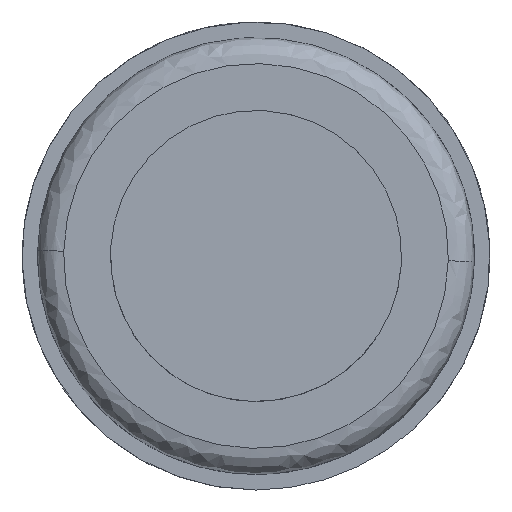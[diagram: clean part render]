
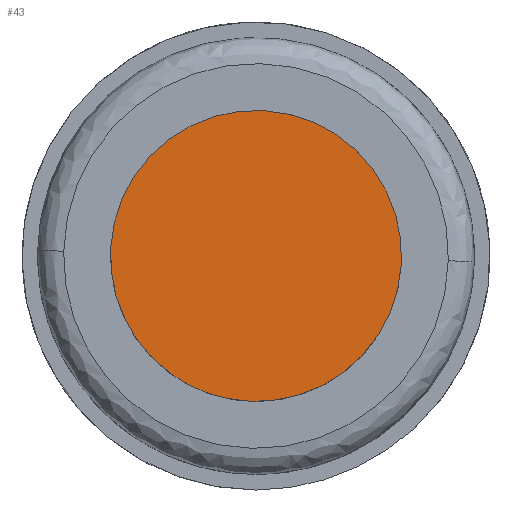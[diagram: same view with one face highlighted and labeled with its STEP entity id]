
A CAD part, front view. The second image highlights one B-rep face of the part: STEP entity #43.
In plain terms, the highlighted planar face has unit normal (0, -1, 0).
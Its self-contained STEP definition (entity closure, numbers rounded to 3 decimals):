
#43=ADVANCED_FACE('',(#100),#99,.F.);
#99=PLANE('',#362);
#100=FACE_OUTER_BOUND('',#363,.T.);
#359=CARTESIAN_POINT('',(-19.794,11.8,-28.19));
#360=DIRECTION('',(0.,1.,0.));
#361=DIRECTION('',(0.,0.,1.));
#362=AXIS2_PLACEMENT_3D('',#359,#360,#361);
#363=EDGE_LOOP('',(#665,#666));
#665=ORIENTED_EDGE('',*,*,#821,.T.);
#666=ORIENTED_EDGE('',*,*,#822,.T.);
#821=EDGE_CURVE('',#989,#990,#991,.T.);
#822=EDGE_CURVE('',#990,#989,#997,.T.);
#989=VERTEX_POINT('',#1524);
#990=VERTEX_POINT('',#1525);
#991=CIRCLE('',#1529,14.);
#997=CIRCLE('',#1533,14.);
#1524=CARTESIAN_POINT('',(-13.974,11.8,0.855));
#1525=CARTESIAN_POINT('',(13.974,11.8,-0.855));
#1526=CARTESIAN_POINT('',(0.,11.8,0.));
#1527=DIRECTION('',(0.,-1.,0.));
#1528=DIRECTION('',(-0.998,0.,0.061));
#1529=AXIS2_PLACEMENT_3D('',#1526,#1527,#1528);
#1530=CARTESIAN_POINT('',(0.,11.8,0.));
#1531=DIRECTION('',(0.,-1.,0.));
#1532=DIRECTION('',(-0.998,0.,0.061));
#1533=AXIS2_PLACEMENT_3D('',#1530,#1531,#1532);
